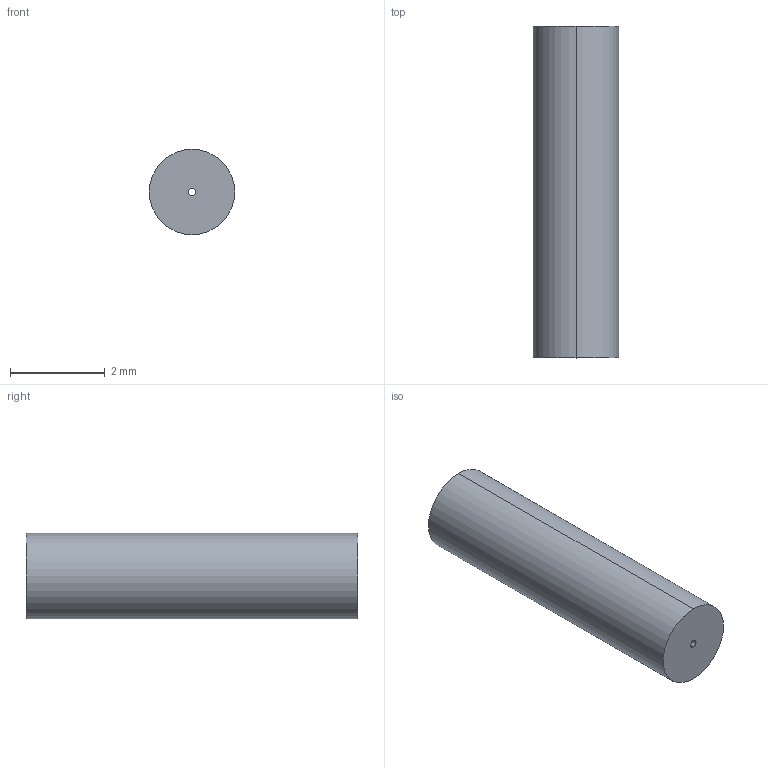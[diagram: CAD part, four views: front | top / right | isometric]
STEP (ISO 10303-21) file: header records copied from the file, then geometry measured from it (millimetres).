
FILE_DESCRIPTION (( 'STEP AP203' ), '1' );
FILE_NAME ('33-GlassFlange .STEP', '2022-03-18T08:10:09', ( '' ), ( '' ), 'SwSTEP 2.0', 'SolidWorks 2020', '' );
FILE_SCHEMA (( 'CONFIG_CONTROL_DESIGN' ));
Length unit declared in the file: millimetre
Products named in the file (1): 33-GlassFlange 
Bounding box: 1.8 x 7 x 1.8 mm (x, y, z)
Volume: 16.6 mm3; surface area: 51.6 mm2
Topology: 1 solids, 1 shells, 12 faces, 24 edges, 14 vertices
Faces by surface type: torus 4, cylinder 4, cone 2, plane 2
Entity records: 399 total; most frequent: DIRECTION 68, CARTESIAN_POINT 51, ORIENTED_EDGE 48, AXIS2_PLACEMENT_3D 31, EDGE_CURVE 24, CIRCLE 18, EDGE_LOOP 14, VERTEX_POINT 14
